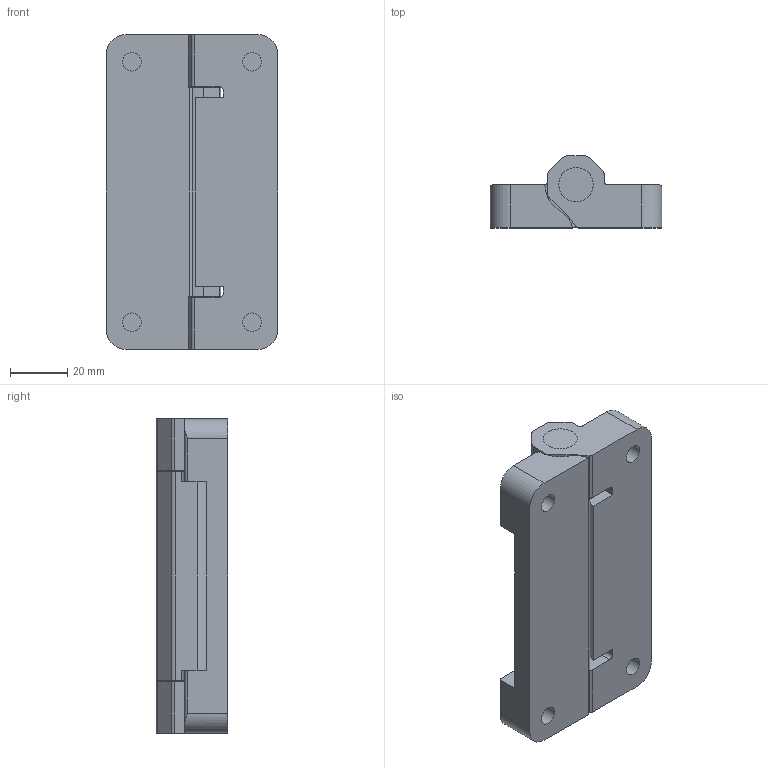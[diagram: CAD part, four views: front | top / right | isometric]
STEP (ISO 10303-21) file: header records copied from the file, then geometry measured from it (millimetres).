
FILE_DESCRIPTION( ( 'STEP AP214' ), '1' );
FILE_NAME( 'Hinges CFMW.110-SH-6(0).stp', '2021-05-18T14:48:03', ( 'License CC BY-ND 4.0' ), ( 'CADENAS' ), ' ', 'PARTsolutions', ' ' );
FILE_SCHEMA( ( 'AUTOMOTIVE_DESIGN { 1 0 10303 214 1 1 1 1 }' ) );
Length unit declared in the file: millimetre
Products named in the file (3): Hinges CFMW.110-SH-6(0); _Hinges CFMW.110-SH-6(0)_1; _Hinges CFMW.110-SH-6_2
Assembly tree (2 placements, depth 2):
  Hinges CFMW.110-SH-6(0)
    _Hinges CFMW.110-SH-6(0)_1
    _Hinges CFMW.110-SH-6_2
Bounding box: 60 x 25 x 110 mm (x, y, z)
Volume: 92482.7 mm3; surface area: 30305.8 mm2
Topology: 2 solids, 2 shells, 122 faces, 311 edges, 207 vertices
Faces by surface type: cylinder 60, plane 58, cone 4
Full cylindrical faces by diameter (mm): 6.5 x4, 11.76 x4, 12 x8
Entity records: 4676 total; most frequent: CARTESIAN_POINT 687, DIRECTION 646, ORIENTED_EDGE 572, EDGE_CURVE 286, AXIS2_PLACEMENT_3D 243, VERTEX_POINT 202, EDGE_LOOP 160, LINE 160
